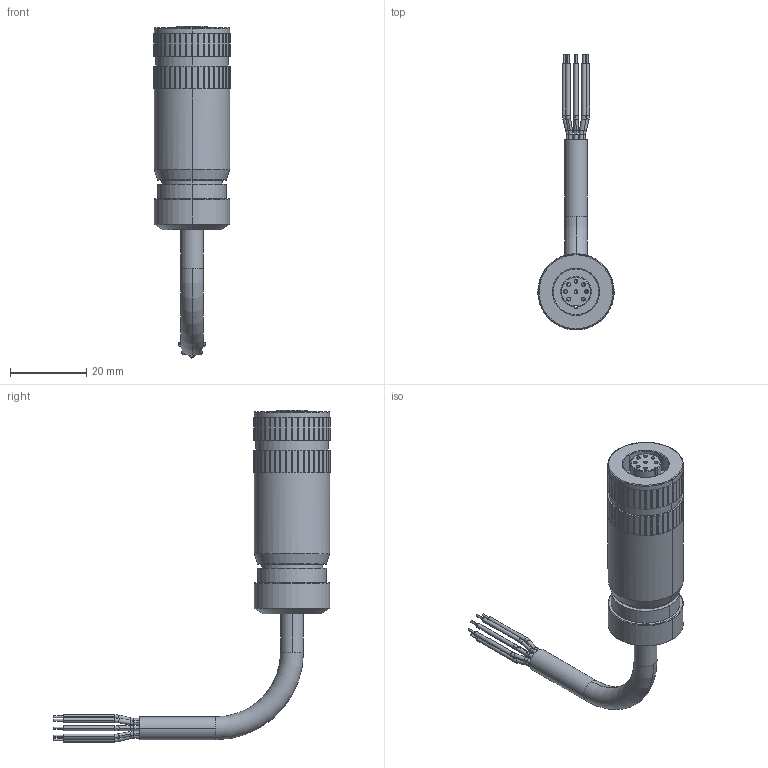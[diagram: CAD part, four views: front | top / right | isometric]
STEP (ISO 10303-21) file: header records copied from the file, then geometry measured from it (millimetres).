
FILE_DESCRIPTION (( 'STEP AP203' ), '1' );
FILE_NAME ('M036_9416-111_8230-200_M12.STEP', '2018-05-30T12:30:30', ( '' ), ( '' ), 'SwSTEP 2.0', 'SolidWorks 2016', '' );
FILE_SCHEMA (( 'CONFIG_CONTROL_DESIGN' ));
Length unit declared in the file: millimetre
Products named in the file (1): M036_9416-111_8230-200_M12
Bounding box: 20 x 72.5 x 87.1 mm (x, y, z)
Surface area: 7137.5 mm2 (no closed solid volume)
Topology: 0 solids, 2 shells, 593 faces, 1600 edges, 1026 vertices
Faces by surface type: cylinder 286, plane 260, torus 40, cone 7
Entity records: 18919 total; most frequent: DIRECTION 3611, CARTESIAN_POINT 3226, ORIENTED_EDGE 3146, EDGE_CURVE 1600, AXIS2_PLACEMENT_3D 1419, VERTEX_POINT 1026, CIRCLE 825, VECTOR 773
